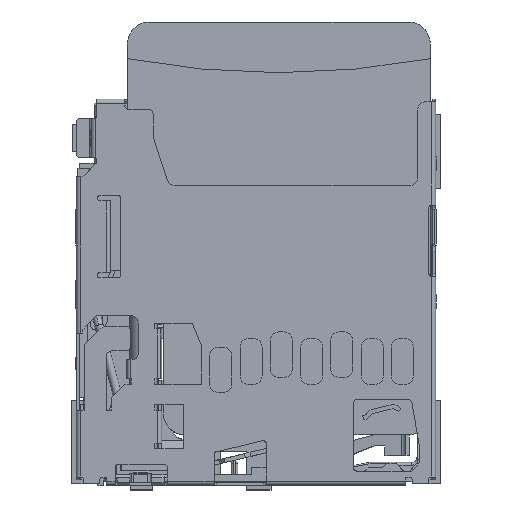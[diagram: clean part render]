
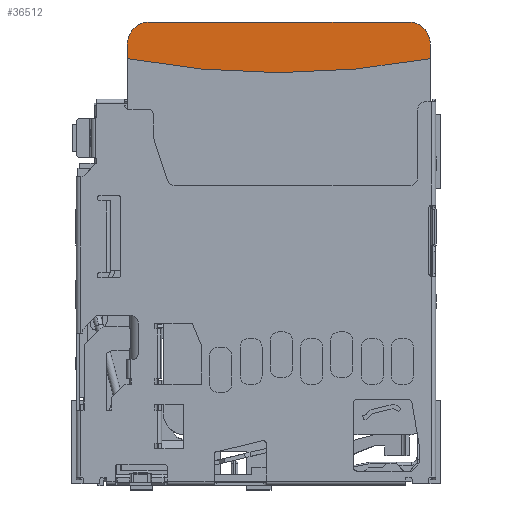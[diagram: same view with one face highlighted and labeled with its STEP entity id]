
A CAD part, top view. The second image highlights one B-rep face of the part: STEP entity #36512.
In plain terms, the highlighted planar face has unit normal (0, 0, 1).
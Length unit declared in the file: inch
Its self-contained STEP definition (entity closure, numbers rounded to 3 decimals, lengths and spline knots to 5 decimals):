
#174 = EDGE_CURVE ( 'NONE', #27409, #47505, #8478, .T. ) ;
#1176 = EDGE_CURVE ( 'NONE', #41036, #27409, #46689, .T. ) ;
#1682 = DIRECTION ( 'NONE',  ( 1., 0., 0. ) ) ;
#4546 = VERTEX_POINT ( 'NONE', #12728 ) ;
#5458 = CARTESIAN_POINT ( 'NONE',  ( 0.03268, 0.35059, 0.05024 ) ) ;
#5588 = DIRECTION ( 'NONE',  ( -1., 0., 0. ) ) ;
#7637 = AXIS2_PLACEMENT_3D ( 'NONE', #29632, #18325, #33409 ) ;
#7654 = VECTOR ( 'NONE', #29626, 39.37008 ) ;
#8396 = CIRCLE ( 'NONE', #7637, 1.1811 ) ;
#8478 = LINE ( 'NONE', #28105, #37161 ) ;
#9034 = EDGE_CURVE ( 'NONE', #41036, #4546, #25699, .T. ) ;
#9039 = ORIENTED_EDGE ( 'NONE', *, *, #21951, .F. ) ;
#9788 = DIRECTION ( 'NONE',  ( 0., 0., -1. ) ) ;
#12121 = VERTEX_POINT ( 'NONE', #31022 ) ;
#12728 = CARTESIAN_POINT ( 'NONE',  ( -0.15236, 0.38681, 0.05024 ) ) ;
#14275 = AXIS2_PLACEMENT_3D ( 'NONE', #5458, #28365, #1682 ) ;
#16665 = CARTESIAN_POINT ( 'NONE',  ( 0.21772, 0.35531, 0.05024 ) ) ;
#16916 = ORIENTED_EDGE ( 'NONE', *, *, #1176, .F. ) ;
#17323 = LINE ( 'NONE', #48024, #7654 ) ;
#18325 = DIRECTION ( 'NONE',  ( 0., 0., -1. ) ) ;
#21166 = CARTESIAN_POINT ( 'NONE',  ( -0.18386, 0.33439, 0.05024 ) ) ;
#21951 = EDGE_CURVE ( 'NONE', #47505, #26933, #8396, .T. ) ;
#22580 = AXIS2_PLACEMENT_3D ( 'NONE', #16665, #32493, #32002 ) ;
#25699 = LINE ( 'NONE', #36790, #41685 ) ;
#26933 = VERTEX_POINT ( 'NONE', #21166 ) ;
#27409 = VERTEX_POINT ( 'NONE', #32025 ) ;
#28105 = CARTESIAN_POINT ( 'NONE',  ( 0.24921, 0.35531, 0.05024 ) ) ;
#28365 = DIRECTION ( 'NONE',  ( 0., 0., 1. ) ) ;
#28542 = ORIENTED_EDGE ( 'NONE', *, *, #174, .F. ) ;
#29626 = DIRECTION ( 'NONE',  ( 0., 1., 0. ) ) ;
#29632 = CARTESIAN_POINT ( 'NONE',  ( 0.03268, 1.49547, 0.05024 ) ) ;
#31022 = CARTESIAN_POINT ( 'NONE',  ( -0.18386, 0.35531, 0.05024 ) ) ;
#32002 = DIRECTION ( 'NONE',  ( 0., 1., 0. ) ) ;
#32001 = CARTESIAN_POINT ( 'NONE',  ( 0.21772, 0.38681, 0.05024 ) ) ;
#32025 = CARTESIAN_POINT ( 'NONE',  ( 0.24921, 0.35531, 0.05024 ) ) ;
#32493 = DIRECTION ( 'NONE',  ( 0., 0., -1. ) ) ;
#32878 = EDGE_CURVE ( 'NONE', #26933, #12121, #17323, .T. ) ;
#33409 = DIRECTION ( 'NONE',  ( 0.183, -0.983, 0. ) ) ;
#33423 = CARTESIAN_POINT ( 'NONE',  ( -0.15236, 0.35531, 0.05024 ) ) ;
#33611 = CIRCLE ( 'NONE', #40833, 0.0315 ) ;
#33635 = ORIENTED_EDGE ( 'NONE', *, *, #9034, .T. ) ;
#33676 = DIRECTION ( 'NONE',  ( -1., 0., 0. ) ) ;
#35412 = FACE_OUTER_BOUND ( 'NONE', #36667, .T. ) ;
#36512 = ADVANCED_FACE ( 'NONE', ( #35412 ), #39699, .T. ) ;
#36667 = EDGE_LOOP ( 'NONE', ( #33635, #43752, #48523, #9039, #28542, #16916 ) ) ;
#36790 = CARTESIAN_POINT ( 'NONE',  ( 0.21772, 0.38681, 0.05024 ) ) ;
#37161 = VECTOR ( 'NONE', #38689, 39.37008 ) ;
#38689 = DIRECTION ( 'NONE',  ( 0., -1., 0. ) ) ;
#39699 = PLANE ( 'NONE',  #14275 ) ;
#40833 = AXIS2_PLACEMENT_3D ( 'NONE', #33423, #9788, #33676 ) ;
#40910 = CARTESIAN_POINT ( 'NONE',  ( 0.24921, 0.33439, 0.05024 ) ) ;
#41036 = VERTEX_POINT ( 'NONE', #32001 ) ;
#41685 = VECTOR ( 'NONE', #5588, 39.37008 ) ;
#43427 = EDGE_CURVE ( 'NONE', #12121, #4546, #33611, .T. ) ;
#43752 = ORIENTED_EDGE ( 'NONE', *, *, #43427, .F. ) ;
#46689 = CIRCLE ( 'NONE', #22580, 0.0315 ) ;
#47505 = VERTEX_POINT ( 'NONE', #40910 ) ;
#48024 = CARTESIAN_POINT ( 'NONE',  ( -0.18386, 0.33439, 0.05024 ) ) ;
#48523 = ORIENTED_EDGE ( 'NONE', *, *, #32878, .F. ) ;
